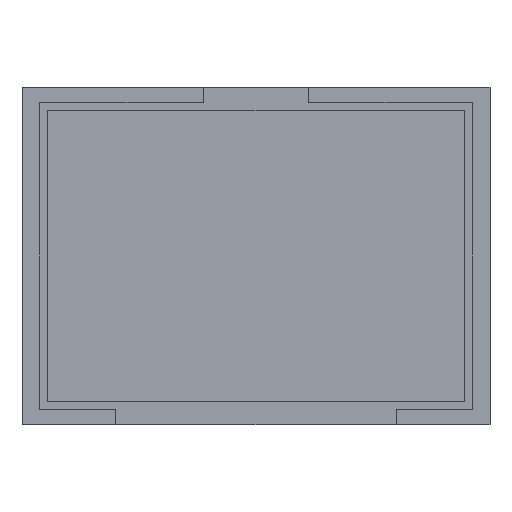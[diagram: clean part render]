
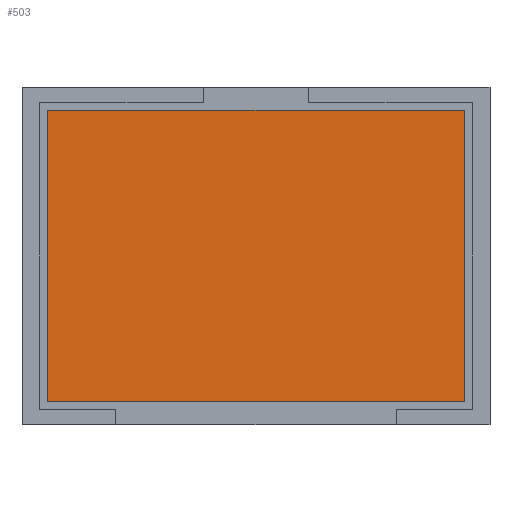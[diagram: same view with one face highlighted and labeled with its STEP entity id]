
A CAD part, front view. The second image highlights one B-rep face of the part: STEP entity #503.
In plain terms, the highlighted planar face has unit normal (0, -1, 0).
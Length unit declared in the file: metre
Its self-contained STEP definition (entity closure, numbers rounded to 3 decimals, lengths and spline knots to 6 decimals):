
#128=ORIENTED_EDGE('',*,*,#185,.F.);
#129=ORIENTED_EDGE('',*,*,#188,.T.);
#130=ORIENTED_EDGE('',*,*,#190,.T.);
#131=ORIENTED_EDGE('',*,*,#191,.F.);
#185=EDGE_CURVE('',#228,#229,#285,.T.);
#188=EDGE_CURVE('',#228,#230,#288,.T.);
#190=EDGE_CURVE('',#230,#231,#290,.T.);
#191=EDGE_CURVE('',#229,#231,#291,.T.);
#228=VERTEX_POINT('',#889);
#229=VERTEX_POINT('',#891);
#230=VERTEX_POINT('',#895);
#231=VERTEX_POINT('',#899);
#285=LINE('',#890,#345);
#288=LINE('',#896,#348);
#290=LINE('',#900,#350);
#291=LINE('',#902,#351);
#345=VECTOR('',#765,1.);
#348=VECTOR('',#770,1.);
#350=VECTOR('',#774,1.);
#351=VECTOR('',#777,1.);
#375=EDGE_LOOP('',(#128,#129,#130,#131));
#399=FACE_BOUND('',#375,.T.);
#422=PLANE('',#671);
#503=ADVANCED_FACE('',(#399),#422,.T.);
#671=AXIS2_PLACEMENT_3D('',#903,#778,#779);
#765=DIRECTION('',(0.,0.,-1.));
#770=DIRECTION('',(-1.,0.,0.));
#774=DIRECTION('',(0.,0.,-1.));
#777=DIRECTION('',(-1.,0.,0.));
#778=DIRECTION('',(0.,-1.,0.));
#779=DIRECTION('',(1.,0.,0.));
#889=CARTESIAN_POINT('',(0.011892,-0.002,0.008315));
#890=CARTESIAN_POINT('',(0.011892,-0.002,0.));
#891=CARTESIAN_POINT('',(0.011892,-0.002,-0.008315));
#895=CARTESIAN_POINT('',(-0.011892,-0.002,0.008315));
#896=CARTESIAN_POINT('',(0.,-0.002,0.008315));
#899=CARTESIAN_POINT('',(-0.011892,-0.002,-0.008315));
#900=CARTESIAN_POINT('',(-0.011892,-0.002,0.));
#902=CARTESIAN_POINT('',(0.,-0.002,-0.008315));
#903=CARTESIAN_POINT('',(0.,-0.002,0.));
